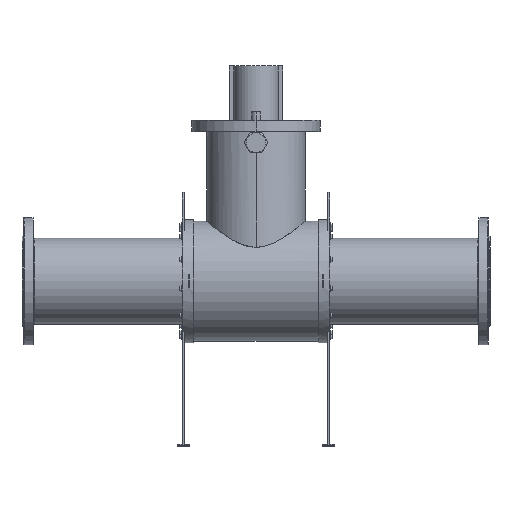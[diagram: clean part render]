
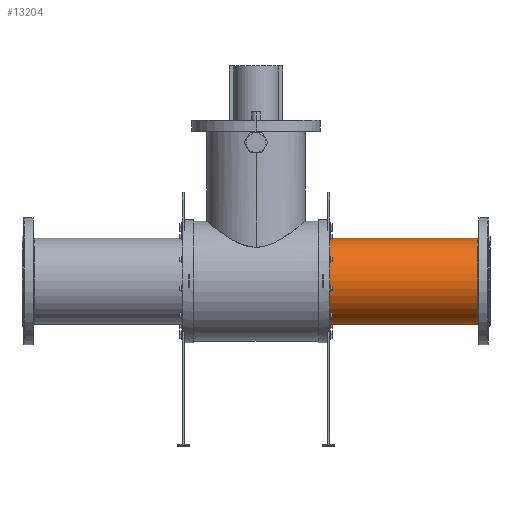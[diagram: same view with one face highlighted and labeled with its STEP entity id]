
A CAD part, top view. The second image highlights one B-rep face of the part: STEP entity #13204.
In plain terms, the highlighted cylindrical face has radius 229.5 mm (diameter 459 mm), a partial arc.
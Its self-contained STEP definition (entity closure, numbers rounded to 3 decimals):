
#1048 = CARTESIAN_POINT ( 'NONE',  ( 393., -229.5, 0. ) ) ;
#2842 = CARTESIAN_POINT ( 'NONE',  ( -1250., -229.5, 0. ) ) ;
#2975 = CARTESIAN_POINT ( 'NONE',  ( 393., 0., 0. ) ) ;
#3315 = DIRECTION ( 'NONE',  ( 0., -1., 0. ) ) ;
#4151 = VECTOR ( 'NONE', #9673, 1000. ) ;
#4430 = CARTESIAN_POINT ( 'NONE',  ( 1185., 0., 0. ) ) ;
#4476 = CARTESIAN_POINT ( 'NONE',  ( -1250., 0., 0. ) ) ;
#4965 = EDGE_LOOP ( 'NONE', ( #14079, #13911, #12851, #6264 ) ) ;
#5158 = LINE ( 'NONE', #2842, #7361 ) ;
#5302 = CARTESIAN_POINT ( 'NONE',  ( 1185., -229.5, 0. ) ) ;
#6264 = ORIENTED_EDGE ( 'NONE', *, *, #8315, .F. ) ;
#6389 = DIRECTION ( 'NONE',  ( -1., 0., 0. ) ) ;
#7308 = EDGE_CURVE ( 'NONE', #11216, #11715, #8497, .T. ) ;
#7361 = VECTOR ( 'NONE', #6389, 1000. ) ;
#8029 = VERTEX_POINT ( 'NONE', #1048 ) ;
#8315 = EDGE_CURVE ( 'NONE', #15229, #8029, #5158, .T. ) ;
#8497 = LINE ( 'NONE', #12138, #4151 ) ;
#8882 = AXIS2_PLACEMENT_3D ( 'NONE', #4476, #9400, #3315 ) ;
#9400 = DIRECTION ( 'NONE',  ( -1., 0., 0. ) ) ;
#9453 = CARTESIAN_POINT ( 'NONE',  ( 393., 229.5, 0. ) ) ;
#9673 = DIRECTION ( 'NONE',  ( -1., 0., 0. ) ) ;
#10065 = EDGE_CURVE ( 'NONE', #11715, #8029, #10387, .T. ) ;
#10349 = FACE_OUTER_BOUND ( 'NONE', #4965, .T. ) ;
#10387 = CIRCLE ( 'NONE', #13821, 229.5 ) ;
#11159 = AXIS2_PLACEMENT_3D ( 'NONE', #4430, #12606, #13844 ) ;
#11216 = VERTEX_POINT ( 'NONE', #14550 ) ;
#11715 = VERTEX_POINT ( 'NONE', #9453 ) ;
#11961 = EDGE_CURVE ( 'NONE', #15229, #11216, #12879, .T. ) ;
#12138 = CARTESIAN_POINT ( 'NONE',  ( -1250., 229.5, 0. ) ) ;
#12606 = DIRECTION ( 'NONE',  ( -1., 0., 0. ) ) ;
#12851 = ORIENTED_EDGE ( 'NONE', *, *, #10065, .T. ) ;
#12879 = CIRCLE ( 'NONE', #11159, 229.5 ) ;
#13204 = ADVANCED_FACE ( 'NONE', ( #10349 ), #15033, .T. ) ;
#13640 = DIRECTION ( 'NONE',  ( 0., 0., -1. ) ) ;
#13821 = AXIS2_PLACEMENT_3D ( 'NONE', #2975, #14781, #13640 ) ;
#13844 = DIRECTION ( 'NONE',  ( 0., 1., 0. ) ) ;
#13911 = ORIENTED_EDGE ( 'NONE', *, *, #7308, .T. ) ;
#14079 = ORIENTED_EDGE ( 'NONE', *, *, #11961, .T. ) ;
#14550 = CARTESIAN_POINT ( 'NONE',  ( 1185., 229.5, 0. ) ) ;
#14781 = DIRECTION ( 'NONE',  ( 1., 0., 0. ) ) ;
#15033 = CYLINDRICAL_SURFACE ( 'NONE', #8882, 229.5 ) ;
#15229 = VERTEX_POINT ( 'NONE', #5302 ) ;
